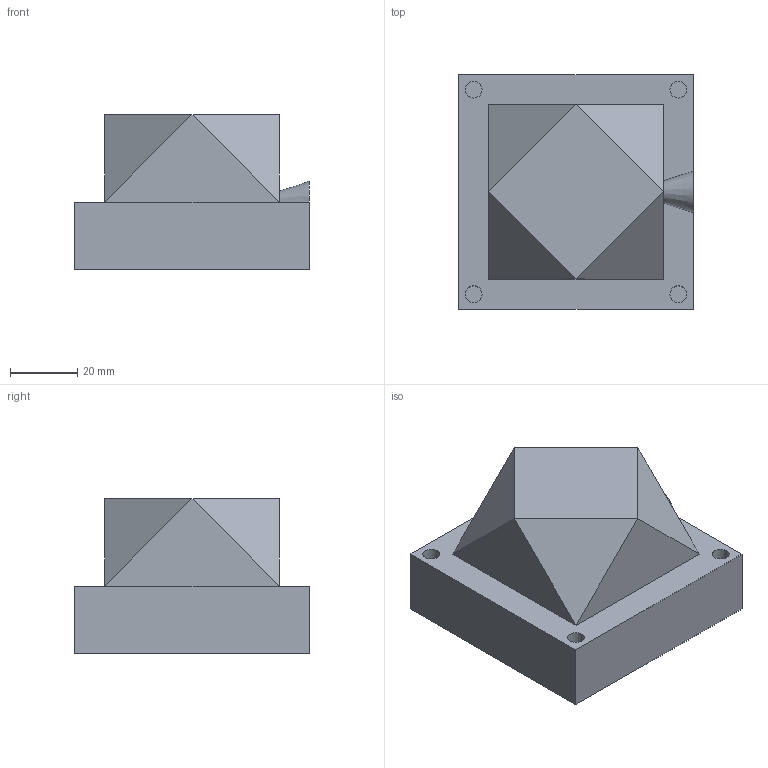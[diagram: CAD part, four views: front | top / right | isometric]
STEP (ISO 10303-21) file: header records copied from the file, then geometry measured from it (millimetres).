
FILE_DESCRIPTION(/* description */ (''),/* implementation_level */ '2;1');
FILE_NAME(/* name */ '5f8a223520ae9b16c171adee',/* time_stamp */ '2020-10-16T22:44:07+00:00',/* author */ (''),/* organization */ (''),/* preprocessor_version */ 'ST-DEVELOPER v16.7',/* originating_system */ $,/* authorisation */ $);
FILE_SCHEMA (('AUTOMOTIVE_DESIGN {1 0 10303 214 3 1 1}'));
Length unit declared in the file: metre
Products named in the file (3): Part 4; Part 15; Part 16
Bounding box: 70 x 70 x 46 mm (x, y, z)
Volume: 156131.2 mm3; surface area: 25435.2 mm2
Topology: 3 solids, 3 shells, 28 faces, 50 edges, 32 vertices
Faces by surface type: plane 23, cylinder 4, cone 1
Full cylindrical faces by diameter (mm): 5 x4
Entity records: 698 total; most frequent: DIRECTION 114, CARTESIAN_POINT 101, ORIENTED_EDGE 84, EDGE_CURVE 42, AXIS2_PLACEMENT_3D 41, EDGE_LOOP 36, FACE_BOUND 36, LINE 32
